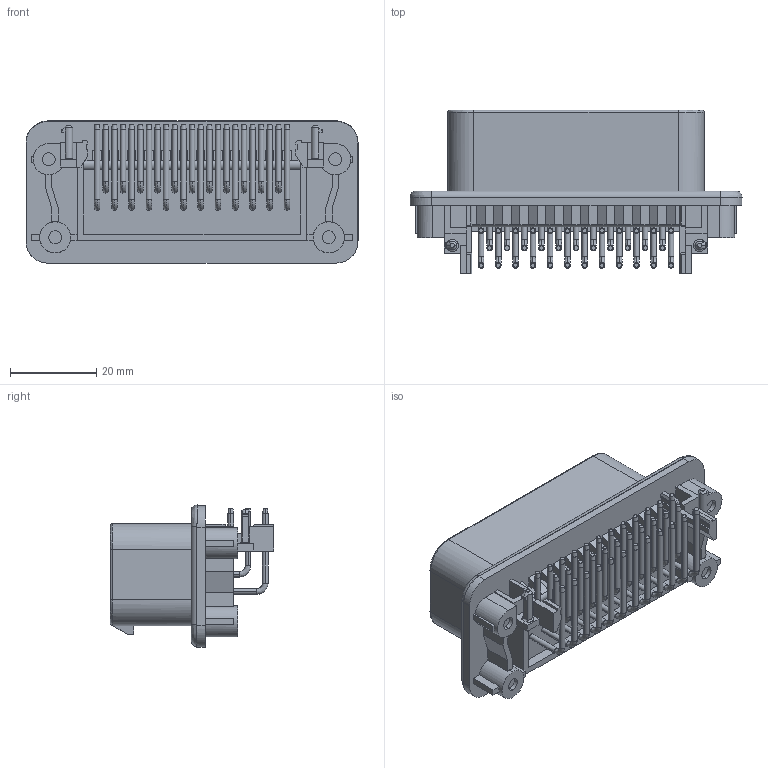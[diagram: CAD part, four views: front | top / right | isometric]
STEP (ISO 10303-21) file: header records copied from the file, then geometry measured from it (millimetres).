
FILE_DESCRIPTION( ('This file contains a STEP AP42 implementation' ,'as created by ZW3D STEP Interface translator.') ,'2;1' );
FILE_NAME( '74040-3MR035ABSMJAX(W).stp' ,'23 313.1657 3', (''), ('ZWCAD Software Co.'), 'Version 1.0', 'ZW3D to STEP translator', '' );
FILE_SCHEMA(('AUTOMOTIVE_DESIGN { 1 0 10303 214 1 1 1 1 }'));
Length unit declared in the file: millimetre
Products named in the file (2): 0; 1
Bounding box: 76.92 x 37.85 x 32.92 mm (x, y, z)
Volume: 17816.3 mm3; surface area: 20900.1 mm2
Topology: 1 solids, 77 shells, 2494 faces, 6746 edges, 4305 vertices
Faces by surface type: plane 1104, cylinder 670, bspline 548, cone 172
Entity records: 105797 total; most frequent: CARTESIAN_POINT 46751, ORIENTED_EDGE 13092, DIRECTION 9757, EDGE_CURVE 6546, VERTEX_POINT 4305, AXIS2_PLACEMENT_3D 3340, VECTOR 3077, LINE 3077
